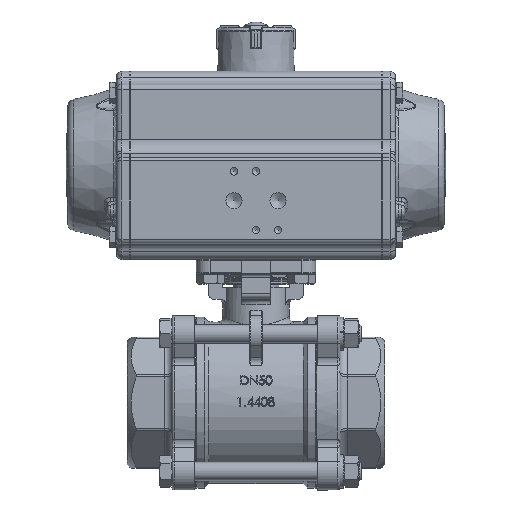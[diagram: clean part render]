
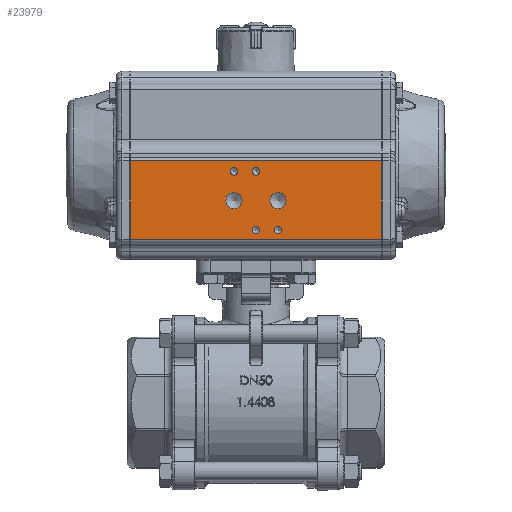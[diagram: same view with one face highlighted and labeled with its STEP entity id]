
A CAD part, top view. The second image highlights one B-rep face of the part: STEP entity #23979.
In plain terms, the highlighted face is planar.
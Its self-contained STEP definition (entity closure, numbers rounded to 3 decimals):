
#2014=PLANE('',#26477);
#3327=LINE('',#74991,#4775);
#3330=LINE('',#75004,#4778);
#3366=LINE('',#75126,#4814);
#3367=LINE('',#75128,#4815);
#4775=VECTOR('',#32064,1000.);
#4778=VECTOR('',#32075,1000.);
#4814=VECTOR('',#32199,1000.);
#4815=VECTOR('',#32202,1000.);
#11074=ORIENTED_EDGE('',*,*,#14929,.T.);
#11075=ORIENTED_EDGE('',*,*,#14997,.F.);
#11076=ORIENTED_EDGE('',*,*,#14935,.F.);
#11077=ORIENTED_EDGE('',*,*,#14998,.T.);
#11078=ORIENTED_EDGE('',*,*,#14547,.F.);
#11079=ORIENTED_EDGE('',*,*,#14545,.F.);
#11080=ORIENTED_EDGE('',*,*,#14543,.F.);
#11081=ORIENTED_EDGE('',*,*,#14541,.F.);
#11082=ORIENTED_EDGE('',*,*,#14539,.F.);
#11083=ORIENTED_EDGE('',*,*,#14537,.F.);
#14537=EDGE_CURVE('',#17135,#17135,#18354,.T.);
#14539=EDGE_CURVE('',#17138,#17138,#18356,.T.);
#14541=EDGE_CURVE('',#17141,#17141,#18358,.T.);
#14543=EDGE_CURVE('',#17144,#17144,#18360,.T.);
#14545=EDGE_CURVE('',#17147,#17147,#18362,.T.);
#14547=EDGE_CURVE('',#17150,#17150,#18364,.T.);
#14929=EDGE_CURVE('',#17416,#17415,#3327,.T.);
#14935=EDGE_CURVE('',#17421,#17422,#3330,.T.);
#14997=EDGE_CURVE('',#17422,#17415,#3366,.T.);
#14998=EDGE_CURVE('',#17421,#17416,#3367,.T.);
#17135=VERTEX_POINT('',#72219);
#17138=VERTEX_POINT('',#72226);
#17141=VERTEX_POINT('',#72233);
#17144=VERTEX_POINT('',#72240);
#17147=VERTEX_POINT('',#72247);
#17150=VERTEX_POINT('',#72254);
#17415=VERTEX_POINT('',#74990);
#17416=VERTEX_POINT('',#74992);
#17421=VERTEX_POINT('',#75003);
#17422=VERTEX_POINT('',#75005);
#18354=CIRCLE('',#26063,2.1);
#18356=CIRCLE('',#26067,2.1);
#18358=CIRCLE('',#26071,2.1);
#18360=CIRCLE('',#26075,2.1);
#18362=CIRCLE('',#26079,4.4);
#18364=CIRCLE('',#26083,4.4);
#20271=EDGE_LOOP('',(#11074,#11075,#11076,#11077));
#20272=EDGE_LOOP('',(#11078));
#20273=EDGE_LOOP('',(#11079));
#20274=EDGE_LOOP('',(#11080));
#20275=EDGE_LOOP('',(#11081));
#20276=EDGE_LOOP('',(#11082));
#20277=EDGE_LOOP('',(#11083));
#22065=FACE_BOUND('',#20271,.T.);
#22066=FACE_BOUND('',#20272,.T.);
#22067=FACE_BOUND('',#20273,.T.);
#22068=FACE_BOUND('',#20274,.T.);
#22069=FACE_BOUND('',#20275,.T.);
#22070=FACE_BOUND('',#20276,.T.);
#22071=FACE_BOUND('',#20277,.T.);
#23979=ADVANCED_FACE('',(#22065,#22066,#22067,#22068,#22069,#22070,#22071),
#2014,.F.);
#26063=AXIS2_PLACEMENT_3D('',#72218,#31212,#31213);
#26067=AXIS2_PLACEMENT_3D('',#72225,#31220,#31221);
#26071=AXIS2_PLACEMENT_3D('',#72232,#31228,#31229);
#26075=AXIS2_PLACEMENT_3D('',#72239,#31236,#31237);
#26079=AXIS2_PLACEMENT_3D('',#72246,#31244,#31245);
#26083=AXIS2_PLACEMENT_3D('',#72253,#31252,#31253);
#26477=AXIS2_PLACEMENT_3D('',#75127,#32200,#32201);
#31212=DIRECTION('',(-1.,0.,0.));
#31213=DIRECTION('',(0.,0.,1.));
#31220=DIRECTION('',(-1.,0.,0.));
#31221=DIRECTION('',(0.,0.,1.));
#31228=DIRECTION('',(-1.,0.,0.));
#31229=DIRECTION('',(0.,0.,1.));
#31236=DIRECTION('',(-1.,0.,0.));
#31237=DIRECTION('',(0.,0.,1.));
#31244=DIRECTION('',(-1.,0.,0.));
#31245=DIRECTION('',(0.,0.,1.));
#31252=DIRECTION('',(-1.,0.,0.));
#31253=DIRECTION('',(0.,0.,1.));
#32064=DIRECTION('',(0.,-1.,0.));
#32075=DIRECTION('',(0.,-1.,0.));
#32199=DIRECTION('',(0.,0.,-1.));
#32200=DIRECTION('',(1.,0.,0.));
#32201=DIRECTION('',(0.,0.,1.));
#32202=DIRECTION('',(0.,0.,-1.));
#72218=CARTESIAN_POINT('',(-53.5,-35.5,12.));
#72219=CARTESIAN_POINT('',(-53.5,-35.5,14.1));
#72225=CARTESIAN_POINT('',(-53.5,-35.5,0.));
#72226=CARTESIAN_POINT('',(-53.5,-35.5,2.1));
#72232=CARTESIAN_POINT('',(-53.5,-3.5,0.));
#72233=CARTESIAN_POINT('',(-53.5,-3.5,2.1));
#72239=CARTESIAN_POINT('',(-53.5,-3.5,-12.));
#72240=CARTESIAN_POINT('',(-53.5,-3.5,-9.9));
#72246=CARTESIAN_POINT('',(-53.5,-19.5,12.));
#72247=CARTESIAN_POINT('',(-53.5,-19.5,16.4));
#72253=CARTESIAN_POINT('',(-53.5,-19.5,-12.));
#72254=CARTESIAN_POINT('',(-53.5,-19.5,-7.6));
#74990=CARTESIAN_POINT('',(-53.5,-40.5,-68.5));
#74991=CARTESIAN_POINT('',(-53.5,2.212,-68.5));
#74992=CARTESIAN_POINT('',(-53.5,2.212,-68.5));
#75003=CARTESIAN_POINT('',(-53.5,2.212,68.5));
#75004=CARTESIAN_POINT('',(-53.5,2.212,68.5));
#75005=CARTESIAN_POINT('',(-53.5,-40.5,68.5));
#75126=CARTESIAN_POINT('',(-53.5,-40.5,68.5));
#75127=CARTESIAN_POINT('',(-53.5,2.212,68.5));
#75128=CARTESIAN_POINT('',(-53.5,2.212,68.5));
